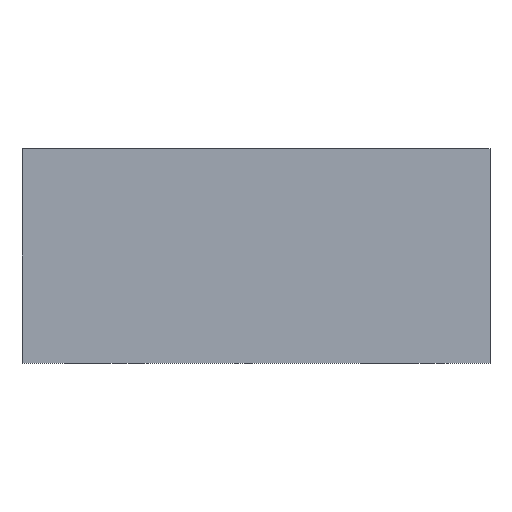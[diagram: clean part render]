
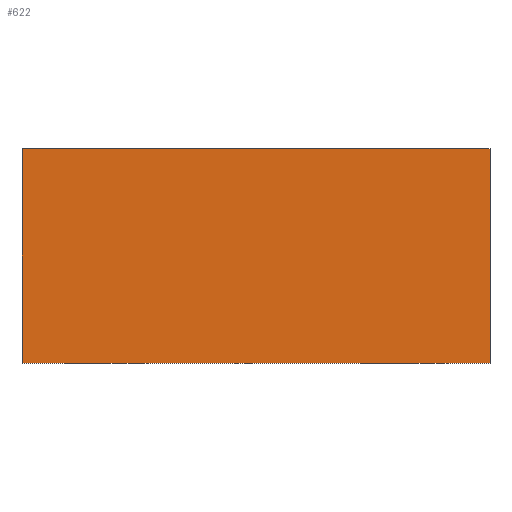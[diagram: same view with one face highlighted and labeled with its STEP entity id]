
A CAD part, front view. The second image highlights one B-rep face of the part: STEP entity #622.
In plain terms, the highlighted planar face has unit normal (0, -1, 0).
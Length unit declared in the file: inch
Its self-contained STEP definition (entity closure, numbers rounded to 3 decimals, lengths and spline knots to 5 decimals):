
#64=FACE_OUTER_BOUND('',#100,.T.);
#100=EDGE_LOOP('',(#546,#547,#548,#549));
#128=LINE('',#893,#204);
#163=LINE('',#969,#239);
#179=LINE('',#1004,#255);
#180=LINE('',#1006,#256);
#204=VECTOR('',#725,0.3937);
#239=VECTOR('',#792,0.3937);
#255=VECTOR('',#830,0.3937);
#256=VECTOR('',#833,0.3937);
#277=VERTEX_POINT('',#890);
#278=VERTEX_POINT('',#892);
#303=VERTEX_POINT('',#968);
#311=VERTEX_POINT('',#1002);
#338=EDGE_CURVE('',#277,#278,#128,.T.);
#376=EDGE_CURVE('',#278,#303,#163,.T.);
#394=EDGE_CURVE('',#277,#311,#179,.T.);
#395=EDGE_CURVE('',#303,#311,#180,.T.);
#546=ORIENTED_EDGE('',*,*,#394,.T.);
#547=ORIENTED_EDGE('',*,*,#395,.F.);
#548=ORIENTED_EDGE('',*,*,#376,.F.);
#549=ORIENTED_EDGE('',*,*,#338,.F.);
#590=PLANE('',#676);
#622=ADVANCED_FACE('',(#64),#590,.T.);
#676=AXIS2_PLACEMENT_3D('',#1005,#831,#832);
#725=DIRECTION('',(-1.,0.,0.));
#792=DIRECTION('',(0.,0.,1.));
#830=DIRECTION('',(0.,0.,1.));
#831=DIRECTION('center_axis',(0.,-1.,0.));
#832=DIRECTION('ref_axis',(1.,0.,0.));
#833=DIRECTION('',(1.,0.,0.));
#890=CARTESIAN_POINT('',(0.6,0.,-0.15));
#892=CARTESIAN_POINT('',(0.,0.,-0.15));
#893=CARTESIAN_POINT('',(0.,0.,-0.15));
#968=CARTESIAN_POINT('',(0.,0.,0.125));
#969=CARTESIAN_POINT('',(0.,0.,0.));
#1002=CARTESIAN_POINT('',(0.6,0.,0.125));
#1004=CARTESIAN_POINT('',(0.6,0.,0.));
#1005=CARTESIAN_POINT('Origin',(0.,0.,0.));
#1006=CARTESIAN_POINT('',(0.,0.,0.125));
